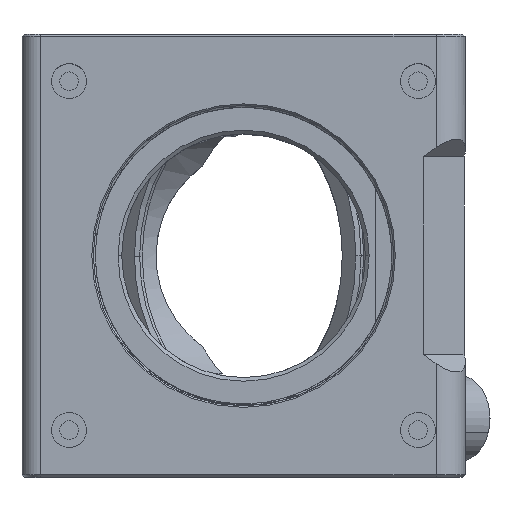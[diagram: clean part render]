
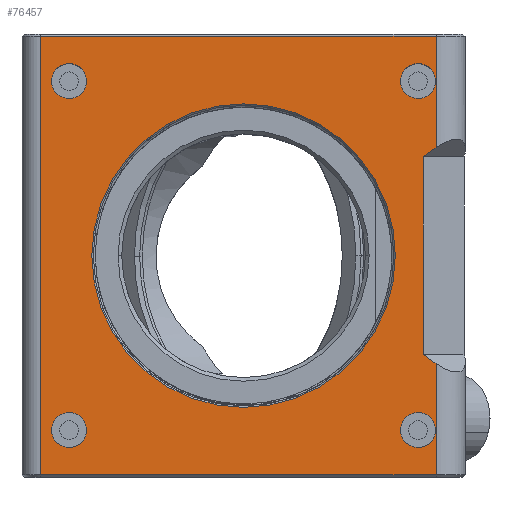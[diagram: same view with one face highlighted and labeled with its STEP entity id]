
A CAD part, top view. The second image highlights one B-rep face of the part: STEP entity #76457.
In plain terms, the highlighted planar face has unit normal (0, 0, 1).
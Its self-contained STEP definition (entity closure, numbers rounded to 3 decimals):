
#61805=CARTESIAN_POINT('',(71.2,19.544,0.));
#61807=DIRECTION('',(-0.816,0.577,0.));
#61808=VECTOR('',#61807,2.694);
#61809=CARTESIAN_POINT('',(71.2,19.544,0.));
#61810=LINE('',#61809,#61808);
#61892=CARTESIAN_POINT('',(38.1,38.1,0.));
#61893=DIRECTION('',(0.,0.,-1.));
#61894=DIRECTION('',(1.,0.,0.));
#61895=AXIS2_PLACEMENT_3D('',#61892,#61893,#61894);
#61897=CARTESIAN_POINT('',(38.1,38.1,0.));
#61898=DIRECTION('',(0.,0.,-1.));
#61899=DIRECTION('',(-1.,0.,0.));
#61900=AXIS2_PLACEMENT_3D('',#61897,#61898,#61899);
#61902=DIRECTION('',(0.,-1.,0.));
#61903=VECTOR('',#61902,19.144);
#61904=CARTESIAN_POINT('',(71.2,75.8,
0.));
#61905=LINE('',#61904,#61903);
#61906=DIRECTION('',(0.,1.,0.));
#61907=VECTOR('',#61906,34.);
#61908=CARTESIAN_POINT('',(69.,21.1,0.));
#61909=LINE('',#61908,#61907);
#61910=DIRECTION('',(0.,-1.,0.));
#61911=VECTOR('',#61910,19.144);
#61912=CARTESIAN_POINT('',(71.2,19.544,0.));
#61913=LINE('',#61912,#61911);
#61914=DIRECTION('',(-1.,0.,0.));
#61915=VECTOR('',#61914,68.025);
#61916=CARTESIAN_POINT('',(71.2,0.4,
0.));
#61917=LINE('',#61916,#61915);
#61918=DIRECTION('',(-1.,0.,0.));
#61919=VECTOR('',#61918,68.025);
#61920=CARTESIAN_POINT('',(71.2,75.8,
0.));
#61921=LINE('',#61920,#61919);
#61922=CARTESIAN_POINT('',(8.1,68.1,0.));
#61923=DIRECTION('',(0.,0.,1.));
#61924=DIRECTION('',(1.,0.,0.));
#61925=AXIS2_PLACEMENT_3D('',#61922,#61923,#61924);
#61927=CARTESIAN_POINT('',(8.1,68.1,0.));
#61928=DIRECTION('',(0.,0.,1.));
#61929=DIRECTION('',(-1.,0.,0.));
#61930=AXIS2_PLACEMENT_3D('',#61927,#61928,#61929);
#61932=CARTESIAN_POINT('',(68.1,68.1,0.));
#61933=DIRECTION('',(0.,0.,1.));
#61934=DIRECTION('',(1.,0.,0.));
#61935=AXIS2_PLACEMENT_3D('',#61932,#61933,#61934);
#61937=CARTESIAN_POINT('',(68.1,68.1,0.));
#61938=DIRECTION('',(0.,0.,1.));
#61939=DIRECTION('',(-1.,0.,0.));
#61940=AXIS2_PLACEMENT_3D('',#61937,#61938,#61939);
#61942=CARTESIAN_POINT('',(8.1,8.1,0.));
#61943=DIRECTION('',(0.,0.,1.));
#61944=DIRECTION('',(1.,0.,0.));
#61945=AXIS2_PLACEMENT_3D('',#61942,#61943,#61944);
#61947=CARTESIAN_POINT('',(8.1,8.1,0.));
#61948=DIRECTION('',(0.,0.,1.));
#61949=DIRECTION('',(-1.,0.,0.));
#61950=AXIS2_PLACEMENT_3D('',#61947,#61948,#61949);
#61952=CARTESIAN_POINT('',(68.1,8.1,0.));
#61953=DIRECTION('',(0.,0.,1.));
#61954=DIRECTION('',(1.,0.,0.));
#61955=AXIS2_PLACEMENT_3D('',#61952,#61953,#61954);
#61957=CARTESIAN_POINT('',(68.1,8.1,0.));
#61958=DIRECTION('',(0.,0.,1.));
#61959=DIRECTION('',(-1.,0.,0.));
#61960=AXIS2_PLACEMENT_3D('',#61957,#61958,#61959);
#63819=DIRECTION('',(0.816,0.577,0.));
#63820=VECTOR('',#63819,2.694);
#63821=CARTESIAN_POINT('',(69.,55.1,0.));
#63822=LINE('',#63821,#63820);
#63927=DIRECTION('',(0.,-1.,0.));
#63928=VECTOR('',#63927,75.4);
#63929=CARTESIAN_POINT('',(3.175,75.8,
0.));
#63930=LINE('',#63929,#63928);
#72425=CARTESIAN_POINT('',(12.002,38.1,0.));
#72426=CARTESIAN_POINT('',(64.199,38.1,0.));
#72427=VERTEX_POINT('',#72425);
#72428=VERTEX_POINT('',#72426);
#72804=CARTESIAN_POINT('',(3.175,75.8,0.));
#72805=VERTEX_POINT('',#72804);
#72808=CARTESIAN_POINT('',(71.2,75.8,
0.));
#72809=VERTEX_POINT('',#72808);
#72832=CARTESIAN_POINT('',(71.2,0.4,
0.));
#72833=CARTESIAN_POINT('',(3.175,0.4,
0.));
#72834=VERTEX_POINT('',#72832);
#72835=VERTEX_POINT('',#72833);
#72888=CARTESIAN_POINT('',(69.,21.1,0.));
#72890=VERTEX_POINT('',#72888);
#72897=CARTESIAN_POINT('',(69.,55.1,0.));
#72899=VERTEX_POINT('',#72897);
#72916=VERTEX_POINT('',#61805);
#72917=CARTESIAN_POINT('',(71.2,56.656,0.));
#72918=VERTEX_POINT('',#72917);
#73153=CARTESIAN_POINT('',(11.11,68.1,0.));
#73154=CARTESIAN_POINT('',(5.09,68.1,0.));
#73155=VERTEX_POINT('',#73153);
#73156=VERTEX_POINT('',#73154);
#73157=CARTESIAN_POINT('',(71.11,68.1,0.));
#73158=CARTESIAN_POINT('',(65.09,68.1,0.));
#73159=VERTEX_POINT('',#73157);
#73160=VERTEX_POINT('',#73158);
#73161=CARTESIAN_POINT('',(11.11,8.1,0.));
#73162=CARTESIAN_POINT('',(5.09,8.1,0.));
#73163=VERTEX_POINT('',#73161);
#73164=VERTEX_POINT('',#73162);
#73165=CARTESIAN_POINT('',(71.11,8.1,0.));
#73166=CARTESIAN_POINT('',(65.09,8.1,0.));
#73167=VERTEX_POINT('',#73165);
#73168=VERTEX_POINT('',#73166);
#76408=CARTESIAN_POINT('',(0.,0.,0.));
#76409=DIRECTION('',(0.,0.,-1.));
#76410=DIRECTION('',(-1.,0.,0.));
#76411=AXIS2_PLACEMENT_3D('',#76408,#76409,#76410);
#76412=PLANE('',#76411);
#76413=ORIENTED_EDGE('',*,*,#76337,.T.);
#76415=ORIENTED_EDGE('',*,*,#76414,.F.);
#76416=ORIENTED_EDGE('',*,*,#76400,.F.);
#76417=ORIENTED_EDGE('',*,*,#76294,.F.);
#76418=ORIENTED_EDGE('',*,*,#76318,.T.);
#76420=ORIENTED_EDGE('',*,*,#76419,.T.);
#76422=ORIENTED_EDGE('',*,*,#76421,.F.);
#76424=ORIENTED_EDGE('',*,*,#76423,.F.);
#76425=EDGE_LOOP('',(#76413,#76415,#76416,#76417,#76418,#76420,#76422,#76424));
#76426=FACE_OUTER_BOUND('',#76425,.F.);
#76428=ORIENTED_EDGE('',*,*,#76427,.F.);
#76430=ORIENTED_EDGE('',*,*,#76429,.F.);
#76431=EDGE_LOOP('',(#76428,#76430));
#76432=FACE_BOUND('',#76431,.F.);
#76434=ORIENTED_EDGE('',*,*,#76433,.T.);
#76436=ORIENTED_EDGE('',*,*,#76435,.T.);
#76437=EDGE_LOOP('',(#76434,#76436));
#76438=FACE_BOUND('',#76437,.F.);
#76440=ORIENTED_EDGE('',*,*,#76439,.T.);
#76442=ORIENTED_EDGE('',*,*,#76441,.T.);
#76443=EDGE_LOOP('',(#76440,#76442));
#76444=FACE_BOUND('',#76443,.F.);
#76446=ORIENTED_EDGE('',*,*,#76445,.T.);
#76448=ORIENTED_EDGE('',*,*,#76447,.T.);
#76449=EDGE_LOOP('',(#76446,#76448));
#76450=FACE_BOUND('',#76449,.F.);
#76452=ORIENTED_EDGE('',*,*,#76451,.T.);
#76454=ORIENTED_EDGE('',*,*,#76453,.T.);
#76455=EDGE_LOOP('',(#76452,#76454));
#76456=FACE_BOUND('',#76455,.F.);
#76457=ADVANCED_FACE('',(#76426,#76432,#76438,#76444,#76450,#76456),#76412,.F.);
#61896=CIRCLE('',#61895,26.099);
#61901=CIRCLE('',#61900,26.099);
#61926=CIRCLE('',#61925,3.01);
#61931=CIRCLE('',#61930,3.01);
#61936=CIRCLE('',#61935,3.01);
#61941=CIRCLE('',#61940,3.01);
#61946=CIRCLE('',#61945,3.01);
#61951=CIRCLE('',#61950,3.01);
#61956=CIRCLE('',#61955,3.01);
#61961=CIRCLE('',#61960,3.01);
#76294=EDGE_CURVE('',#72916,#72890,#61810,.T.);
#76318=EDGE_CURVE('',#72916,#72834,#61913,.T.);
#76337=EDGE_CURVE('',#72809,#72918,#61905,.T.);
#76400=EDGE_CURVE('',#72890,#72899,#61909,.T.);
#76414=EDGE_CURVE('',#72899,#72918,#63822,.T.);
#76419=EDGE_CURVE('',#72834,#72835,#61917,.T.);
#76421=EDGE_CURVE('',#72805,#72835,#63930,.T.);
#76423=EDGE_CURVE('',#72809,#72805,#61921,.T.);
#76427=EDGE_CURVE('',#72428,#72427,#61896,.T.);
#76429=EDGE_CURVE('',#72427,#72428,#61901,.T.);
#76433=EDGE_CURVE('',#73155,#73156,#61926,.T.);
#76435=EDGE_CURVE('',#73156,#73155,#61931,.T.);
#76439=EDGE_CURVE('',#73159,#73160,#61936,.T.);
#76441=EDGE_CURVE('',#73160,#73159,#61941,.T.);
#76445=EDGE_CURVE('',#73163,#73164,#61946,.T.);
#76447=EDGE_CURVE('',#73164,#73163,#61951,.T.);
#76451=EDGE_CURVE('',#73167,#73168,#61956,.T.);
#76453=EDGE_CURVE('',#73168,#73167,#61961,.T.);
